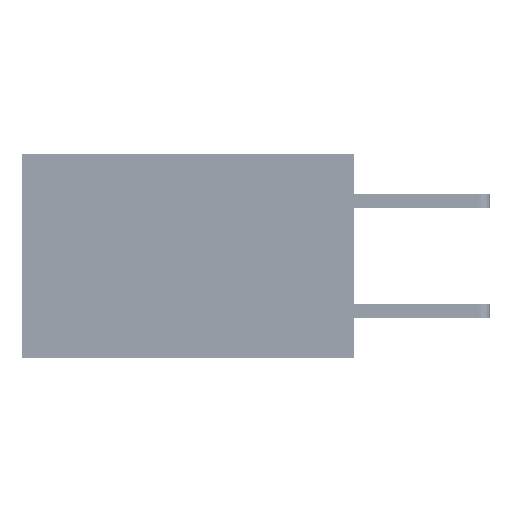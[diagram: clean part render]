
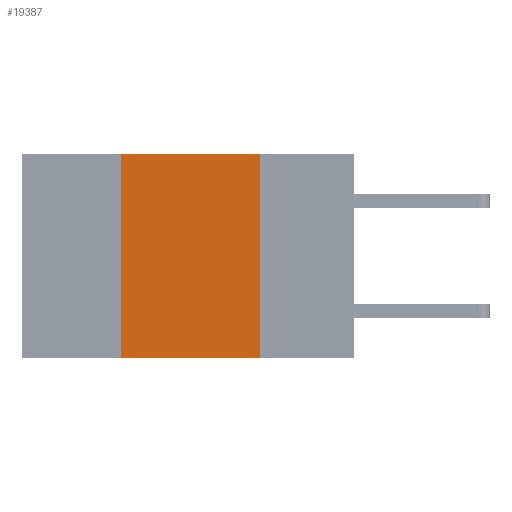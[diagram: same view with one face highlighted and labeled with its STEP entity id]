
A CAD part, left-side view. The second image highlights one B-rep face of the part: STEP entity #19387.
In plain terms, the highlighted planar face has unit normal (-1, 0, 0).
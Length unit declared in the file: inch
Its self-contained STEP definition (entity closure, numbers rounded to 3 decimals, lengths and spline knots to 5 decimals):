
#1567 = VERTEX_POINT ( 'NONE', #12190 ) ;
#1765 = VERTEX_POINT ( 'NONE', #13746 ) ;
#2519 = VECTOR ( 'NONE', #37877, 39.37008 ) ;
#3469 = VECTOR ( 'NONE', #44038, 39.37008 ) ;
#9066 = VERTEX_POINT ( 'NONE', #24101 ) ;
#9197 = DIRECTION ( 'NONE',  ( 1., 0., 0. ) ) ;
#11376 = VECTOR ( 'NONE', #36382, 39.37008 ) ;
#12190 = CARTESIAN_POINT ( 'NONE',  ( 0., 0.17, 0. ) ) ;
#12736 = LINE ( 'NONE', #15667, #11376 ) ;
#13250 = CARTESIAN_POINT ( 'NONE',  ( 0., 0.6, 0. ) ) ;
#13746 = CARTESIAN_POINT ( 'NONE',  ( 0., 0.17, -0.37 ) ) ;
#14722 = ORIENTED_EDGE ( 'NONE', *, *, #23175, .F. ) ;
#15667 = CARTESIAN_POINT ( 'NONE',  ( 0., 0.6, -0.37 ) ) ;
#16536 = LINE ( 'NONE', #30284, #3469 ) ;
#17206 = CARTESIAN_POINT ( 'NONE',  ( 0., 0.17, 0. ) ) ;
#19387 = ADVANCED_FACE ( 'NONE', ( #37124 ), #43912, .F. ) ;
#20512 = CARTESIAN_POINT ( 'NONE',  ( 0., 0.42, -0.37 ) ) ;
#20520 = CARTESIAN_POINT ( 'NONE',  ( 0., 0.42, 0. ) ) ;
#23175 = EDGE_CURVE ( 'NONE', #1567, #1765, #31626, .T. ) ;
#23503 = EDGE_CURVE ( 'NONE', #30548, #9066, #31578, .T. ) ;
#24101 = CARTESIAN_POINT ( 'NONE',  ( 0., 0.42, 0. ) ) ;
#25325 = EDGE_LOOP ( 'NONE', ( #14722, #37673, #34202, #35800 ) ) ;
#27160 = AXIS2_PLACEMENT_3D ( 'NONE', #13250, #9197, #36682 ) ;
#28233 = DIRECTION ( 'NONE',  ( 0., 0., -1. ) ) ;
#30284 = CARTESIAN_POINT ( 'NONE',  ( 0., 0.6, 0. ) ) ;
#30548 = VERTEX_POINT ( 'NONE', #20512 ) ;
#31578 = LINE ( 'NONE', #20520, #2519 ) ;
#31626 = LINE ( 'NONE', #17206, #34829 ) ;
#34202 = ORIENTED_EDGE ( 'NONE', *, *, #23503, .F. ) ;
#34829 = VECTOR ( 'NONE', #28233, 39.37008 ) ;
#35800 = ORIENTED_EDGE ( 'NONE', *, *, #41613, .T. ) ;
#36382 = DIRECTION ( 'NONE',  ( 0., -1., 0. ) ) ;
#36682 = DIRECTION ( 'NONE',  ( 0., 0., -1. ) ) ;
#37124 = FACE_OUTER_BOUND ( 'NONE', #25325, .T. ) ;
#37673 = ORIENTED_EDGE ( 'NONE', *, *, #44164, .F. ) ;
#37877 = DIRECTION ( 'NONE',  ( 0., 0., 1. ) ) ;
#41613 = EDGE_CURVE ( 'NONE', #30548, #1765, #12736, .T. ) ;
#43912 = PLANE ( 'NONE',  #27160 ) ;
#44038 = DIRECTION ( 'NONE',  ( 0., -1., 0. ) ) ;
#44164 = EDGE_CURVE ( 'NONE', #9066, #1567, #16536, .T. ) ;
